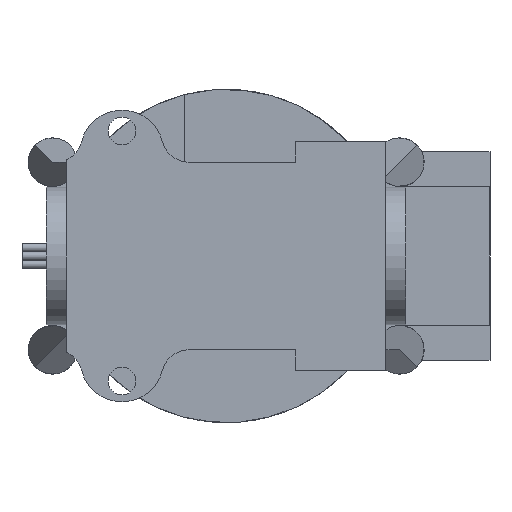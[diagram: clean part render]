
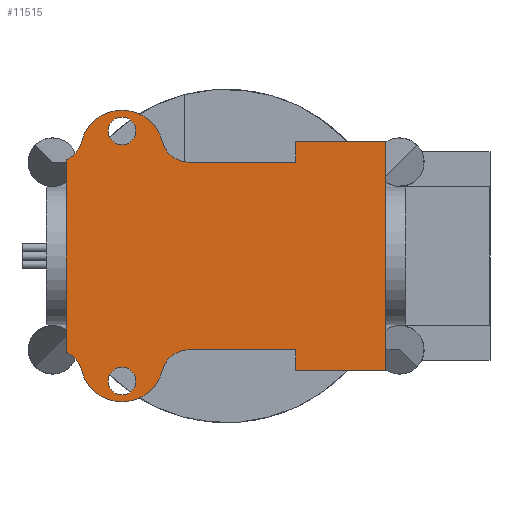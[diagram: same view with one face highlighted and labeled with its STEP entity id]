
A CAD part, front view. The second image highlights one B-rep face of the part: STEP entity #11515.
In plain terms, the highlighted planar face has unit normal (0, -1, 0).
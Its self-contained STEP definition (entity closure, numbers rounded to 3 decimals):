
#346=FACE_BOUND('',#2081,.T.);
#347=FACE_BOUND('',#2082,.T.);
#762=PLANE('',#12782);
#1378=FACE_OUTER_BOUND('',#2080,.T.);
#2080=EDGE_LOOP('',(#10100,#10101,#10102,#10103,#10104,#10105,#10106,#10107,
#10108,#10109,#10110,#10111,#10112,#10113));
#2081=EDGE_LOOP('',(#10114));
#2082=EDGE_LOOP('',(#10115));
#2989=LINE('',#19711,#3974);
#2990=LINE('',#19719,#3975);
#2991=LINE('',#19721,#3976);
#2992=LINE('',#19723,#3977);
#2993=LINE('',#19725,#3978);
#2994=LINE('',#19727,#3979);
#2995=LINE('',#19729,#3980);
#2996=LINE('',#19731,#3981);
#3974=VECTOR('',#15778,10.);
#3975=VECTOR('',#15785,10.);
#3976=VECTOR('',#15786,10.);
#3977=VECTOR('',#15787,10.);
#3978=VECTOR('',#15788,10.);
#3979=VECTOR('',#15789,10.);
#3980=VECTOR('',#15790,10.);
#3981=VECTOR('',#15791,10.);
#4612=CIRCLE('',#12780,4.);
#4614=CIRCLE('',#12783,4.);
#4615=CIRCLE('',#12784,6.);
#4616=CIRCLE('',#12785,4.);
#4617=CIRCLE('',#12786,4.);
#4618=CIRCLE('',#12787,6.);
#4619=CIRCLE('',#12788,2.);
#4620=CIRCLE('',#12789,2.);
#5561=VERTEX_POINT('',#19701);
#5563=VERTEX_POINT('',#19704);
#5565=VERTEX_POINT('',#19710);
#5566=VERTEX_POINT('',#19712);
#5567=VERTEX_POINT('',#19714);
#5568=VERTEX_POINT('',#19716);
#5569=VERTEX_POINT('',#19718);
#5570=VERTEX_POINT('',#19720);
#5571=VERTEX_POINT('',#19722);
#5572=VERTEX_POINT('',#19724);
#5573=VERTEX_POINT('',#19726);
#5574=VERTEX_POINT('',#19728);
#5575=VERTEX_POINT('',#19730);
#5576=VERTEX_POINT('',#19732);
#5577=VERTEX_POINT('',#19735);
#5578=VERTEX_POINT('',#19737);
#7113=EDGE_CURVE('',#5561,#5563,#4612,.T.);
#7116=EDGE_CURVE('',#5565,#5561,#2989,.T.);
#7117=EDGE_CURVE('',#5566,#5565,#4614,.T.);
#7118=EDGE_CURVE('',#5566,#5567,#4615,.T.);
#7119=EDGE_CURVE('',#5568,#5567,#4616,.T.);
#7120=EDGE_CURVE('',#5569,#5568,#2990,.T.);
#7121=EDGE_CURVE('',#5569,#5570,#2991,.T.);
#7122=EDGE_CURVE('',#5570,#5571,#2992,.T.);
#7123=EDGE_CURVE('',#5572,#5571,#2993,.T.);
#7124=EDGE_CURVE('',#5572,#5573,#2994,.T.);
#7125=EDGE_CURVE('',#5573,#5574,#2995,.T.);
#7126=EDGE_CURVE('',#5575,#5574,#2996,.T.);
#7127=EDGE_CURVE('',#5576,#5575,#4617,.T.);
#7128=EDGE_CURVE('',#5576,#5563,#4618,.T.);
#7129=EDGE_CURVE('',#5577,#5577,#4619,.T.);
#7130=EDGE_CURVE('',#5578,#5578,#4620,.T.);
#10100=ORIENTED_EDGE('',*,*,#7116,.F.);
#10101=ORIENTED_EDGE('',*,*,#7117,.F.);
#10102=ORIENTED_EDGE('',*,*,#7118,.T.);
#10103=ORIENTED_EDGE('',*,*,#7119,.F.);
#10104=ORIENTED_EDGE('',*,*,#7120,.F.);
#10105=ORIENTED_EDGE('',*,*,#7121,.T.);
#10106=ORIENTED_EDGE('',*,*,#7122,.T.);
#10107=ORIENTED_EDGE('',*,*,#7123,.F.);
#10108=ORIENTED_EDGE('',*,*,#7124,.T.);
#10109=ORIENTED_EDGE('',*,*,#7125,.T.);
#10110=ORIENTED_EDGE('',*,*,#7126,.F.);
#10111=ORIENTED_EDGE('',*,*,#7127,.F.);
#10112=ORIENTED_EDGE('',*,*,#7128,.T.);
#10113=ORIENTED_EDGE('',*,*,#7113,.F.);
#10114=ORIENTED_EDGE('',*,*,#7129,.T.);
#10115=ORIENTED_EDGE('',*,*,#7130,.T.);
#11515=ADVANCED_FACE('',(#1378,#346,#347),#762,.T.);
#12780=AXIS2_PLACEMENT_3D('',#19705,#15771,#15772);
#12782=AXIS2_PLACEMENT_3D('',#19709,#15776,#15777);
#12783=AXIS2_PLACEMENT_3D('',#19713,#15779,#15780);
#12784=AXIS2_PLACEMENT_3D('',#19715,#15781,#15782);
#12785=AXIS2_PLACEMENT_3D('',#19717,#15783,#15784);
#12786=AXIS2_PLACEMENT_3D('',#19733,#15792,#15793);
#12787=AXIS2_PLACEMENT_3D('',#19734,#15794,#15795);
#12788=AXIS2_PLACEMENT_3D('',#19736,#15796,#15797);
#12789=AXIS2_PLACEMENT_3D('',#19738,#15798,#15799);
#15771=DIRECTION('center_axis',(0.,-1.,0.));
#15772=DIRECTION('ref_axis',(0.612,0.,-0.791));
#15776=DIRECTION('center_axis',(0.,-1.,0.));
#15777=DIRECTION('ref_axis',(0.,0.,-1.));
#15778=DIRECTION('',(0.,0.,1.));
#15779=DIRECTION('center_axis',(0.,-1.,0.));
#15780=DIRECTION('ref_axis',(0.612,0.,0.791));
#15781=DIRECTION('center_axis',(0.,-1.,0.));
#15782=DIRECTION('ref_axis',(1.,0.,0.));
#15783=DIRECTION('center_axis',(0.,-1.,0.));
#15784=DIRECTION('ref_axis',(-0.612,0.,0.791));
#15785=DIRECTION('',(-1.,0.,0.));
#15786=DIRECTION('',(0.,0.,-1.));
#15787=DIRECTION('',(1.,0.,0.));
#15788=DIRECTION('',(0.,0.,-1.));
#15789=DIRECTION('',(-1.,0.,0.));
#15790=DIRECTION('',(0.,0.,-1.));
#15791=DIRECTION('',(1.,0.,0.));
#15792=DIRECTION('center_axis',(0.,-1.,0.));
#15793=DIRECTION('ref_axis',(-0.612,0.,-0.791));
#15794=DIRECTION('center_axis',(0.,-1.,0.));
#15795=DIRECTION('ref_axis',(1.,0.,0.));
#15796=DIRECTION('center_axis',(0.,1.,0.));
#15797=DIRECTION('ref_axis',(1.,0.,0.));
#15798=DIRECTION('center_axis',(0.,1.,0.));
#15799=DIRECTION('ref_axis',(1.,0.,0.));
#19701=CARTESIAN_POINT('',(-23.,-6.,13.871));
#19704=CARTESIAN_POINT('',(-20.809,-6.,16.5));
#19705=CARTESIAN_POINT('Origin',(-24.682,-6.,17.5));
#19709=CARTESIAN_POINT('Origin',(0.,-6.,0.));
#19710=CARTESIAN_POINT('',(-23.,-6.,-13.871));
#19711=CARTESIAN_POINT('',(-23.,-6.,6.25));
#19712=CARTESIAN_POINT('',(-20.809,-6.,-16.5));
#19713=CARTESIAN_POINT('Origin',(-24.682,-6.,-17.5));
#19714=CARTESIAN_POINT('',(-9.191,-6.,-16.5));
#19715=CARTESIAN_POINT('Origin',(-15.,-6.,-15.));
#19716=CARTESIAN_POINT('',(-5.318,-6.,-13.5));
#19717=CARTESIAN_POINT('Origin',(-5.318,-6.,-17.5));
#19718=CARTESIAN_POINT('',(10.,-6.,-13.5));
#19719=CARTESIAN_POINT('',(25.,-6.,-13.5));
#19720=CARTESIAN_POINT('',(10.,-6.,-16.5));
#19721=CARTESIAN_POINT('',(10.,-6.,-15.));
#19722=CARTESIAN_POINT('',(23.,-6.,-16.5));
#19723=CARTESIAN_POINT('',(17.5,-6.,-16.5));
#19724=CARTESIAN_POINT('',(23.,-6.,16.5));
#19725=CARTESIAN_POINT('',(23.,-6.,-6.25));
#19726=CARTESIAN_POINT('',(10.,-6.,16.5));
#19727=CARTESIAN_POINT('',(17.5,-6.,16.5));
#19728=CARTESIAN_POINT('',(10.,-6.,13.5));
#19729=CARTESIAN_POINT('',(10.,-6.,15.));
#19730=CARTESIAN_POINT('',(-5.318,-6.,13.5));
#19731=CARTESIAN_POINT('',(-25.,-6.,13.5));
#19732=CARTESIAN_POINT('',(-9.191,-6.,16.5));
#19733=CARTESIAN_POINT('Origin',(-5.318,-6.,17.5));
#19734=CARTESIAN_POINT('Origin',(-15.,-6.,15.));
#19735=CARTESIAN_POINT('',(-17.,-6.,-18.));
#19736=CARTESIAN_POINT('Origin',(-15.,-6.,-18.));
#19737=CARTESIAN_POINT('',(-17.,-6.,18.));
#19738=CARTESIAN_POINT('Origin',(-15.,-6.,18.));
